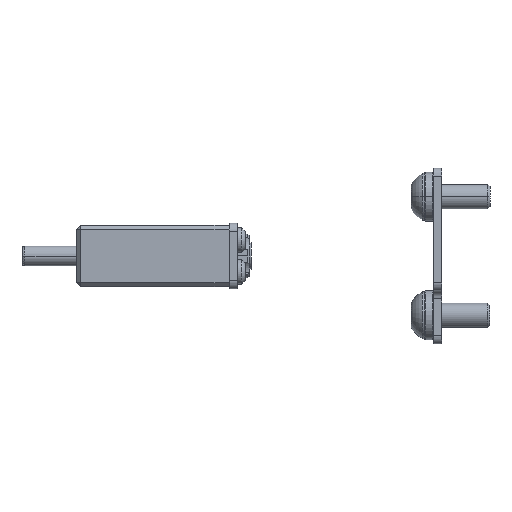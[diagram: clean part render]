
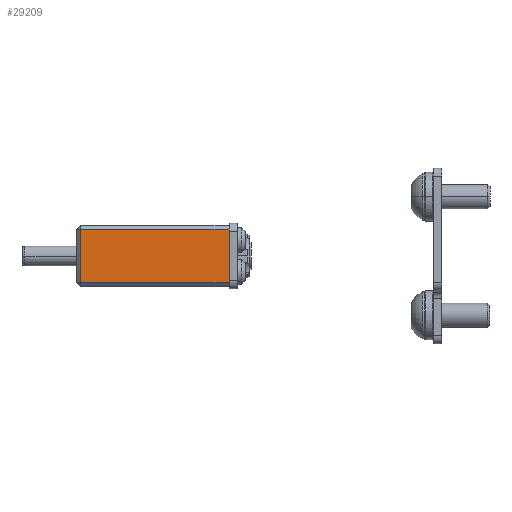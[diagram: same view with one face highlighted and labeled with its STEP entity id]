
A CAD part, left-side view. The second image highlights one B-rep face of the part: STEP entity #29209.
In plain terms, the highlighted planar face has unit normal (-1, 0, 0).
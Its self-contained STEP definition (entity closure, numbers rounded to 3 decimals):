
#152 = VECTOR ( 'NONE', #10576, 1000. ) ;
#441 = VECTOR ( 'NONE', #47967, 1000. ) ;
#3043 = EDGE_LOOP ( 'NONE', ( #27165, #30123, #52134, #36084 ) ) ;
#4701 = VECTOR ( 'NONE', #32526, 1000. ) ;
#6643 = CARTESIAN_POINT ( 'NONE',  ( -7.75, 18.2, 3.25 ) ) ;
#6708 = DIRECTION ( 'NONE',  ( 0., 1., 0. ) ) ;
#7080 = LINE ( 'NONE', #31034, #152 ) ;
#8755 = CARTESIAN_POINT ( 'NONE',  ( -7.75, 0., 3.25 ) ) ;
#9939 = DIRECTION ( 'NONE',  ( 1., 0., 0. ) ) ;
#10208 = DIRECTION ( 'NONE',  ( 0., -1., 0. ) ) ;
#10576 = DIRECTION ( 'NONE',  ( 0., -1., 0. ) ) ;
#11764 = CARTESIAN_POINT ( 'NONE',  ( -7.75, 18.7, 3.25 ) ) ;
#15546 = LINE ( 'NONE', #11764, #25748 ) ;
#17736 = FACE_OUTER_BOUND ( 'NONE', #3043, .T. ) ;
#19183 = LINE ( 'NONE', #35579, #441 ) ;
#20982 = LINE ( 'NONE', #40324, #4701 ) ;
#22639 = CARTESIAN_POINT ( 'NONE',  ( -7.75, 18.7, 3.75 ) ) ;
#22879 = VERTEX_POINT ( 'NONE', #42117 ) ;
#23771 = VERTEX_POINT ( 'NONE', #6643 ) ;
#25748 = VECTOR ( 'NONE', #6708, 1000. ) ;
#27165 = ORIENTED_EDGE ( 'NONE', *, *, #32879, .T. ) ;
#28323 = AXIS2_PLACEMENT_3D ( 'NONE', #22639, #9939, #10208 ) ;
#29209 = ADVANCED_FACE ( 'NONE', ( #17736 ), #33899, .F. ) ;
#30123 = ORIENTED_EDGE ( 'NONE', *, *, #49213, .T. ) ;
#31034 = CARTESIAN_POINT ( 'NONE',  ( -7.75, 18.7, -3.25 ) ) ;
#32526 = DIRECTION ( 'NONE',  ( 0., 0., 1. ) ) ;
#32879 = EDGE_CURVE ( 'NONE', #23771, #22879, #19183, .T. ) ;
#33899 = PLANE ( 'NONE',  #28323 ) ;
#35579 = CARTESIAN_POINT ( 'NONE',  ( -7.75, 18.2, 3.75 ) ) ;
#36084 = ORIENTED_EDGE ( 'NONE', *, *, #37610, .T. ) ;
#37610 = EDGE_CURVE ( 'NONE', #49890, #23771, #15546, .T. ) ;
#40324 = CARTESIAN_POINT ( 'NONE',  ( -7.75, 0., 3.75 ) ) ;
#42117 = CARTESIAN_POINT ( 'NONE',  ( -7.75, 18.2, -3.25 ) ) ;
#47967 = DIRECTION ( 'NONE',  ( 0., 0., -1. ) ) ;
#49213 = EDGE_CURVE ( 'NONE', #22879, #51651, #7080, .T. ) ;
#49890 = VERTEX_POINT ( 'NONE', #8755 ) ;
#50903 = CARTESIAN_POINT ( 'NONE',  ( -7.75, 0., -3.25 ) ) ;
#51651 = VERTEX_POINT ( 'NONE', #50903 ) ;
#52134 = ORIENTED_EDGE ( 'NONE', *, *, #52158, .T. ) ;
#52158 = EDGE_CURVE ( 'NONE', #51651, #49890, #20982, .T. ) ;
